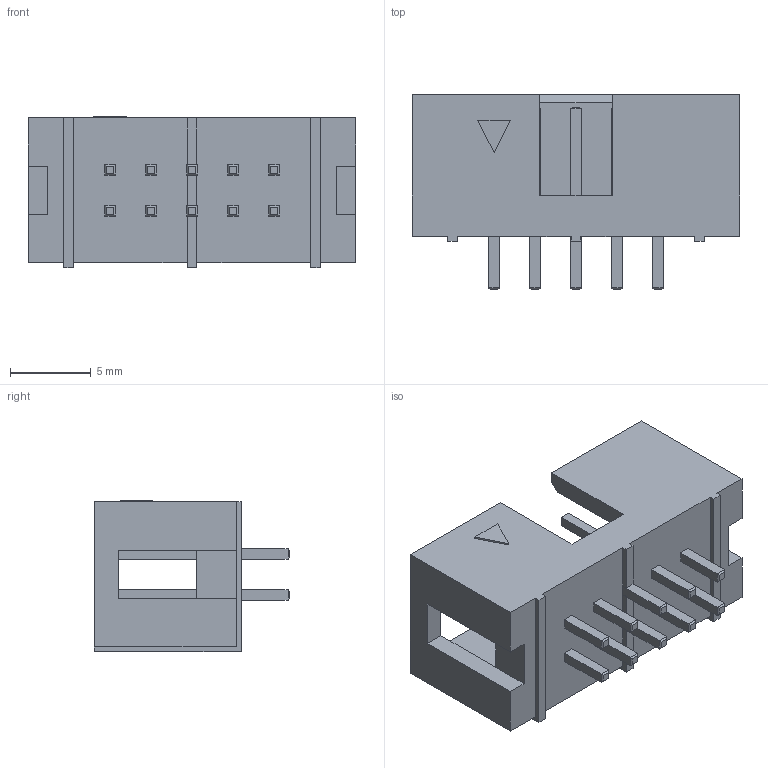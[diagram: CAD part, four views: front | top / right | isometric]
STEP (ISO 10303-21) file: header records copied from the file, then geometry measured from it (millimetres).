
FILE_DESCRIPTION (( 'STEP AP214' ), '1' );
FILE_NAME ('BH-10.step', '2021-01-16T12:42:44', ( '' ), ( '' ), 'SwSTEP 2.0', 'SolidWorks 2020', '' );
FILE_SCHEMA (( 'AUTOMOTIVE_DESIGN' ));
Length unit declared in the file: millimetre
Products named in the file (1): BH-10
Bounding box: 20.3 x 12.1 x 9.4 mm (x, y, z)
Volume: 816.7 mm3; surface area: 1498.1 mm2
Topology: 11 solids, 11 shells, 235 faces, 566 edges, 348 vertices
Faces by surface type: plane 235
Entity records: 8288 total; most frequent: CARTESIAN_POINT 1150, ORIENTED_EDGE 1132, DIRECTION 1038, VECTOR 566, EDGE_CURVE 566, LINE 566, VERTEX_POINT 348, EDGE_LOOP 254
